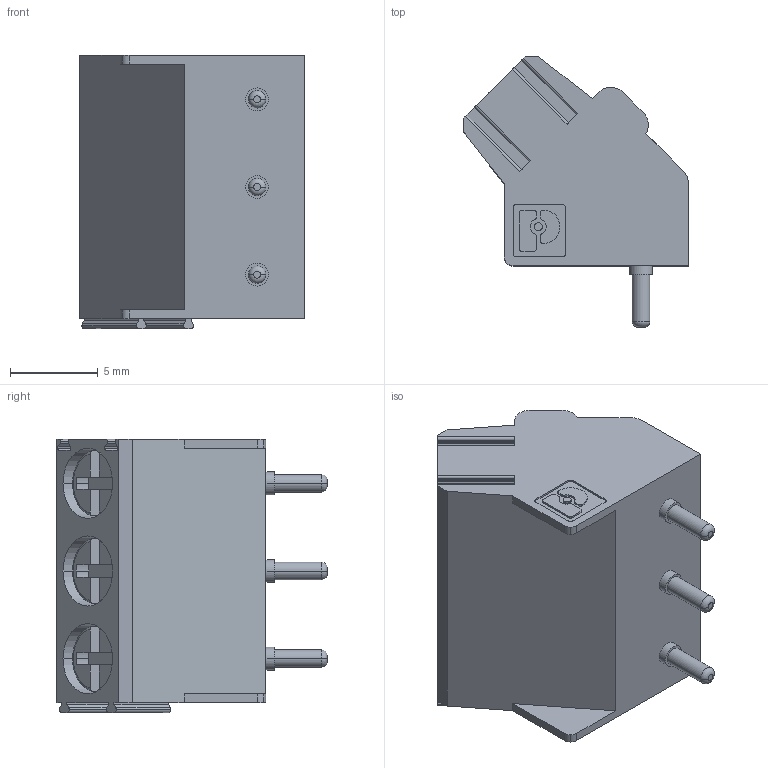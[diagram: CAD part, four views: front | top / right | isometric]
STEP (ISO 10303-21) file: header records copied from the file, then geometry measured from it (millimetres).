
FILE_DESCRIPTION(('STEP AP242'),'1');
FILE_NAME('1988817.stp','2024-09-07T01:21:17',('TraceParts'),('TraceParts S.A.'),'Spatial InterOp 3D',' ',' ');
FILE_SCHEMA(('AP242_MANAGED_MODEL_BASED_3D_ENGINEERING_MIM_LF {1 0 10303 442 1 1 4}'));
Length unit declared in the file: millimetre
Products named in the file (1): 1988817
Bounding box: 12.82 x 15.4 x 15.57 mm (x, y, z)
Volume: 1282.5 mm3; surface area: 1300.3 mm2
Topology: 1 solids, 1 shells, 319 faces, 849 edges, 554 vertices
Faces by surface type: plane 167, cylinder 110, cone 24, torus 18
Entity records: 13474 total; most frequent: CARTESIAN_POINT 2758, DIRECTION 1745, ORIENTED_EDGE 1698, EDGE_CURVE 849, AXIS2_PLACEMENT_3D 624, VERTEX_POINT 554, LINE 497, VECTOR 497
